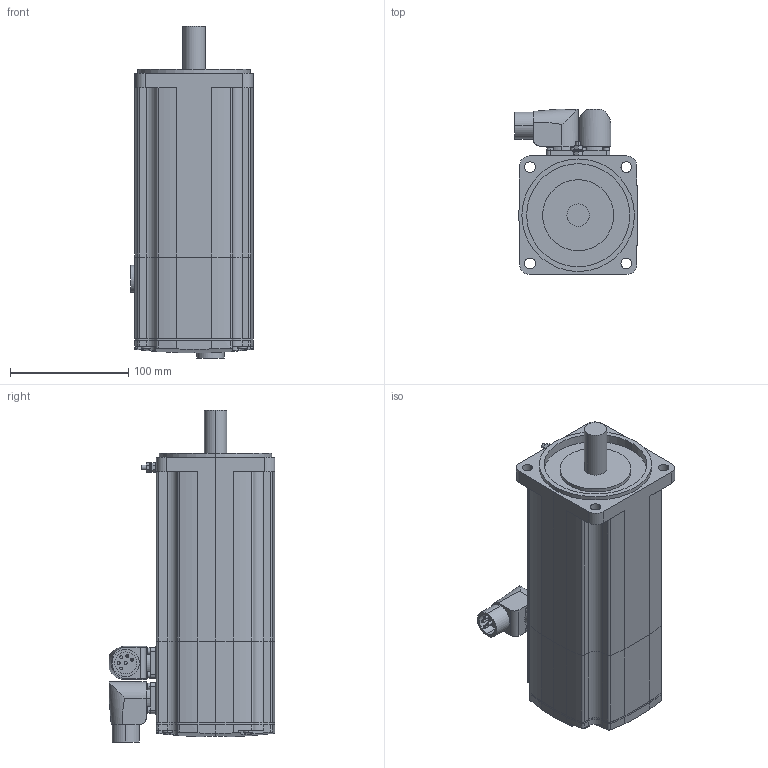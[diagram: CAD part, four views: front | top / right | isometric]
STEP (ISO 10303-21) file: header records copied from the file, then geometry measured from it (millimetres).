
FILE_DESCRIPTION(('STEP AP242'),'1');
FILE_NAME('sh31002m01f2000.stp','2021-09-28T06:07:20',('TraceParts'),('TraceParts S.A.'),'Spatial InterOp 3D',' ',' ');
FILE_SCHEMA(('AP242_MANAGED_MODEL_BASED_3D_ENGINEERING_MIM_LF {1 0 10303 442 1 1 4}'));
Length unit declared in the file: millimetre
Products named in the file (1): sh31002m01f2000_1
Bounding box: 103.65 x 139.9 x 280.25 mm (x, y, z)
Volume: 2110754 mm3; surface area: 181791.7 mm2
Topology: 7 solids, 7 shells, 464 faces, 1145 edges, 749 vertices
Faces by surface type: cylinder 240, plane 196, torus 16, sphere 8, bspline 4
Entity records: 15096 total; most frequent: CARTESIAN_POINT 3591, DIRECTION 2557, ORIENTED_EDGE 2290, EDGE_CURVE 1145, AXIS2_PLACEMENT_3D 999, VERTEX_POINT 749, LINE 559, VECTOR 559
